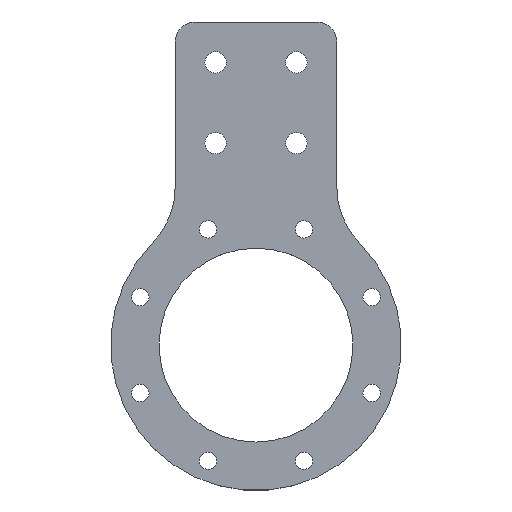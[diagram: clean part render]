
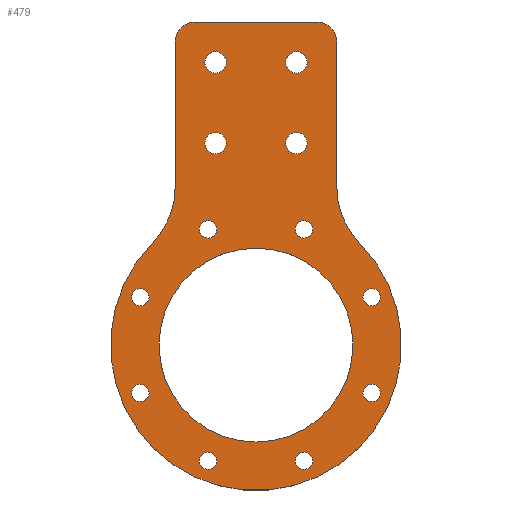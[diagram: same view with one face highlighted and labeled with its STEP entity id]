
A CAD part, top view. The second image highlights one B-rep face of the part: STEP entity #479.
In plain terms, the highlighted planar face has unit normal (0, 0, 1).
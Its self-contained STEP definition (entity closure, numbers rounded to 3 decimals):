
#28=FACE_BOUND('',#105,.T.);
#29=FACE_BOUND('',#106,.T.);
#30=FACE_BOUND('',#107,.T.);
#31=FACE_BOUND('',#108,.T.);
#32=FACE_BOUND('',#109,.T.);
#33=FACE_BOUND('',#110,.T.);
#34=FACE_BOUND('',#111,.T.);
#35=FACE_BOUND('',#112,.T.);
#36=FACE_BOUND('',#113,.T.);
#37=FACE_BOUND('',#114,.T.);
#38=FACE_BOUND('',#115,.T.);
#39=FACE_BOUND('',#116,.T.);
#40=FACE_BOUND('',#117,.T.);
#45=PLANE('',#558);
#68=FACE_OUTER_BOUND('',#104,.T.);
#104=EDGE_LOOP('',(#418,#419,#420,#421,#422,#423,#424,#425));
#105=EDGE_LOOP('',(#426));
#106=EDGE_LOOP('',(#427));
#107=EDGE_LOOP('',(#428));
#108=EDGE_LOOP('',(#429));
#109=EDGE_LOOP('',(#430));
#110=EDGE_LOOP('',(#431));
#111=EDGE_LOOP('',(#432));
#112=EDGE_LOOP('',(#433));
#113=EDGE_LOOP('',(#434));
#114=EDGE_LOOP('',(#435));
#115=EDGE_LOOP('',(#436));
#116=EDGE_LOOP('',(#437));
#117=EDGE_LOOP('',(#438));
#124=LINE('',#733,#151);
#129=LINE('',#751,#156);
#144=LINE('',#833,#171);
#151=VECTOR('',#587,10.);
#156=VECTOR('',#606,10.);
#171=VECTOR('',#703,10.);
#173=CIRCLE('',#502,20.);
#175=CIRCLE('',#505,36.);
#177=CIRCLE('',#508,20.);
#178=CIRCLE('',#511,24.);
#180=CIRCLE('',#514,5.);
#195=CIRCLE('',#532,5.);
#196=CIRCLE('',#534,2.65);
#197=CIRCLE('',#536,2.65);
#198=CIRCLE('',#538,2.65);
#199=CIRCLE('',#540,2.65);
#200=CIRCLE('',#542,2.15);
#201=CIRCLE('',#544,2.15);
#202=CIRCLE('',#546,2.15);
#203=CIRCLE('',#548,2.15);
#204=CIRCLE('',#550,2.15);
#205=CIRCLE('',#552,2.15);
#206=CIRCLE('',#554,2.15);
#207=CIRCLE('',#556,2.15);
#210=VERTEX_POINT('',#711);
#211=VERTEX_POINT('',#713);
#213=VERTEX_POINT('',#719);
#215=VERTEX_POINT('',#725);
#217=VERTEX_POINT('',#731);
#218=VERTEX_POINT('',#735);
#220=VERTEX_POINT('',#741);
#223=VERTEX_POINT('',#749);
#237=VERTEX_POINT('',#781);
#238=VERTEX_POINT('',#785);
#239=VERTEX_POINT('',#789);
#240=VERTEX_POINT('',#793);
#241=VERTEX_POINT('',#797);
#242=VERTEX_POINT('',#801);
#243=VERTEX_POINT('',#805);
#244=VERTEX_POINT('',#809);
#245=VERTEX_POINT('',#813);
#246=VERTEX_POINT('',#817);
#247=VERTEX_POINT('',#821);
#248=VERTEX_POINT('',#825);
#249=VERTEX_POINT('',#829);
#252=EDGE_CURVE('',#210,#211,#173,.T.);
#256=EDGE_CURVE('',#213,#210,#175,.T.);
#259=EDGE_CURVE('',#215,#213,#177,.T.);
#262=EDGE_CURVE('',#217,#215,#124,.T.);
#263=EDGE_CURVE('',#218,#218,#178,.T.);
#266=EDGE_CURVE('',#220,#217,#180,.T.);
#271=EDGE_CURVE('',#223,#220,#129,.T.);
#286=EDGE_CURVE('',#237,#223,#195,.T.);
#288=EDGE_CURVE('',#238,#238,#196,.T.);
#290=EDGE_CURVE('',#239,#239,#197,.T.);
#292=EDGE_CURVE('',#240,#240,#198,.T.);
#294=EDGE_CURVE('',#241,#241,#199,.T.);
#296=EDGE_CURVE('',#242,#242,#200,.T.);
#298=EDGE_CURVE('',#243,#243,#201,.T.);
#300=EDGE_CURVE('',#244,#244,#202,.T.);
#302=EDGE_CURVE('',#245,#245,#203,.T.);
#304=EDGE_CURVE('',#246,#246,#204,.T.);
#306=EDGE_CURVE('',#247,#247,#205,.T.);
#308=EDGE_CURVE('',#248,#248,#206,.T.);
#310=EDGE_CURVE('',#249,#249,#207,.T.);
#312=EDGE_CURVE('',#211,#237,#144,.T.);
#418=ORIENTED_EDGE('',*,*,#266,.F.);
#419=ORIENTED_EDGE('',*,*,#271,.F.);
#420=ORIENTED_EDGE('',*,*,#286,.F.);
#421=ORIENTED_EDGE('',*,*,#312,.F.);
#422=ORIENTED_EDGE('',*,*,#252,.F.);
#423=ORIENTED_EDGE('',*,*,#256,.F.);
#424=ORIENTED_EDGE('',*,*,#259,.F.);
#425=ORIENTED_EDGE('',*,*,#262,.F.);
#426=ORIENTED_EDGE('',*,*,#263,.T.);
#427=ORIENTED_EDGE('',*,*,#288,.T.);
#428=ORIENTED_EDGE('',*,*,#290,.T.);
#429=ORIENTED_EDGE('',*,*,#292,.T.);
#430=ORIENTED_EDGE('',*,*,#294,.T.);
#431=ORIENTED_EDGE('',*,*,#296,.T.);
#432=ORIENTED_EDGE('',*,*,#298,.T.);
#433=ORIENTED_EDGE('',*,*,#300,.T.);
#434=ORIENTED_EDGE('',*,*,#302,.T.);
#435=ORIENTED_EDGE('',*,*,#304,.T.);
#436=ORIENTED_EDGE('',*,*,#306,.T.);
#437=ORIENTED_EDGE('',*,*,#308,.T.);
#438=ORIENTED_EDGE('',*,*,#310,.T.);
#479=ADVANCED_FACE('',(#68,#28,#29,#30,#31,#32,#33,#34,#35,#36,#37,#38,
#39,#40),#45,.T.);
#502=AXIS2_PLACEMENT_3D('',#714,#566,#567);
#505=AXIS2_PLACEMENT_3D('',#721,#574,#575);
#508=AXIS2_PLACEMENT_3D('',#727,#581,#582);
#511=AXIS2_PLACEMENT_3D('',#736,#590,#591);
#514=AXIS2_PLACEMENT_3D('',#742,#597,#598);
#532=AXIS2_PLACEMENT_3D('',#782,#638,#639);
#534=AXIS2_PLACEMENT_3D('',#786,#643,#644);
#536=AXIS2_PLACEMENT_3D('',#790,#648,#649);
#538=AXIS2_PLACEMENT_3D('',#794,#653,#654);
#540=AXIS2_PLACEMENT_3D('',#798,#658,#659);
#542=AXIS2_PLACEMENT_3D('',#802,#663,#664);
#544=AXIS2_PLACEMENT_3D('',#806,#668,#669);
#546=AXIS2_PLACEMENT_3D('',#810,#673,#674);
#548=AXIS2_PLACEMENT_3D('',#814,#678,#679);
#550=AXIS2_PLACEMENT_3D('',#818,#683,#684);
#552=AXIS2_PLACEMENT_3D('',#822,#688,#689);
#554=AXIS2_PLACEMENT_3D('',#826,#693,#694);
#556=AXIS2_PLACEMENT_3D('',#830,#698,#699);
#558=AXIS2_PLACEMENT_3D('',#834,#704,#705);
#566=DIRECTION('center_axis',(0.,0.,1.));
#567=DIRECTION('ref_axis',(0.926,-0.378,0.));
#574=DIRECTION('center_axis',(0.,0.,-1.));
#575=DIRECTION('ref_axis',(-0.556,0.831,0.));
#581=DIRECTION('center_axis',(0.,0.,1.));
#582=DIRECTION('ref_axis',(-0.926,-0.378,0.));
#587=DIRECTION('',(0.,-1.,0.));
#590=DIRECTION('center_axis',(0.,0.,-1.));
#591=DIRECTION('ref_axis',(1.,0.,0.));
#597=DIRECTION('center_axis',(0.,0.,-1.));
#598=DIRECTION('ref_axis',(0.707,0.707,0.));
#606=DIRECTION('',(1.,0.,0.));
#638=DIRECTION('center_axis',(0.,0.,-1.));
#639=DIRECTION('ref_axis',(-0.707,0.707,0.));
#643=DIRECTION('center_axis',(0.,0.,-1.));
#644=DIRECTION('ref_axis',(1.,0.,0.));
#648=DIRECTION('center_axis',(0.,0.,-1.));
#649=DIRECTION('ref_axis',(1.,0.,0.));
#653=DIRECTION('center_axis',(0.,0.,-1.));
#654=DIRECTION('ref_axis',(1.,0.,0.));
#658=DIRECTION('center_axis',(0.,0.,-1.));
#659=DIRECTION('ref_axis',(1.,0.,0.));
#663=DIRECTION('center_axis',(0.,0.,-1.));
#664=DIRECTION('ref_axis',(1.,0.,0.));
#668=DIRECTION('center_axis',(0.,0.,-1.));
#669=DIRECTION('ref_axis',(1.,0.,0.));
#673=DIRECTION('center_axis',(0.,0.,-1.));
#674=DIRECTION('ref_axis',(1.,0.,0.));
#678=DIRECTION('center_axis',(0.,0.,-1.));
#679=DIRECTION('ref_axis',(1.,0.,0.));
#683=DIRECTION('center_axis',(0.,0.,-1.));
#684=DIRECTION('ref_axis',(1.,0.,0.));
#688=DIRECTION('center_axis',(0.,0.,-1.));
#689=DIRECTION('ref_axis',(1.,0.,0.));
#693=DIRECTION('center_axis',(0.,0.,-1.));
#694=DIRECTION('ref_axis',(1.,0.,0.));
#698=DIRECTION('center_axis',(0.,0.,-1.));
#699=DIRECTION('ref_axis',(1.,0.,0.));
#703=DIRECTION('',(0.,1.,0.));
#704=DIRECTION('center_axis',(0.,0.,1.));
#705=DIRECTION('ref_axis',(1.,0.,0.));
#711=CARTESIAN_POINT('',(-25.714,25.195,2.3));
#713=CARTESIAN_POINT('',(-20.,39.192,2.3));
#714=CARTESIAN_POINT('Origin',(-40.,39.192,2.3));
#719=CARTESIAN_POINT('',(25.714,25.195,2.3));
#721=CARTESIAN_POINT('Origin',(0.,0.,2.3));
#725=CARTESIAN_POINT('',(20.,39.192,2.3));
#727=CARTESIAN_POINT('Origin',(40.,39.192,2.3));
#731=CARTESIAN_POINT('',(20.,75.,2.3));
#733=CARTESIAN_POINT('',(20.,-80.,2.3));
#735=CARTESIAN_POINT('',(-24.,0.,2.3));
#736=CARTESIAN_POINT('Origin',(0.,0.,2.3));
#741=CARTESIAN_POINT('',(15.,80.,2.3));
#742=CARTESIAN_POINT('Origin',(15.,75.,2.3));
#749=CARTESIAN_POINT('',(-15.,80.,2.3));
#751=CARTESIAN_POINT('',(20.,80.,2.3));
#781=CARTESIAN_POINT('',(-20.,75.,2.3));
#782=CARTESIAN_POINT('Origin',(-15.,75.,2.3));
#785=CARTESIAN_POINT('',(-12.65,50.,2.3));
#786=CARTESIAN_POINT('Origin',(-10.,50.,2.3));
#789=CARTESIAN_POINT('',(-12.65,70.,2.3));
#790=CARTESIAN_POINT('Origin',(-10.,70.,2.3));
#793=CARTESIAN_POINT('',(7.35,70.,2.3));
#794=CARTESIAN_POINT('Origin',(10.,70.,2.3));
#797=CARTESIAN_POINT('',(7.35,50.,2.3));
#798=CARTESIAN_POINT('Origin',(10.,50.,2.3));
#801=CARTESIAN_POINT('',(-14.013,-28.64,2.3));
#802=CARTESIAN_POINT('Origin',(-11.863,-28.64,2.3));
#805=CARTESIAN_POINT('',(26.49,-11.863,2.3));
#806=CARTESIAN_POINT('Origin',(28.64,-11.863,2.3));
#809=CARTESIAN_POINT('',(9.713,28.64,2.3));
#810=CARTESIAN_POINT('Origin',(11.863,28.64,2.3));
#813=CARTESIAN_POINT('',(-30.79,11.863,2.3));
#814=CARTESIAN_POINT('Origin',(-28.64,11.863,2.3));
#817=CARTESIAN_POINT('',(-14.013,28.64,2.3));
#818=CARTESIAN_POINT('Origin',(-11.863,28.64,2.3));
#821=CARTESIAN_POINT('',(26.49,11.863,2.3));
#822=CARTESIAN_POINT('Origin',(28.64,11.863,2.3));
#825=CARTESIAN_POINT('',(9.713,-28.64,2.3));
#826=CARTESIAN_POINT('Origin',(11.863,-28.64,2.3));
#829=CARTESIAN_POINT('',(-30.79,-11.863,2.3));
#830=CARTESIAN_POINT('Origin',(-28.64,-11.863,2.3));
#833=CARTESIAN_POINT('',(-20.,80.,2.3));
#834=CARTESIAN_POINT('Origin',(0.,24.462,2.3));
